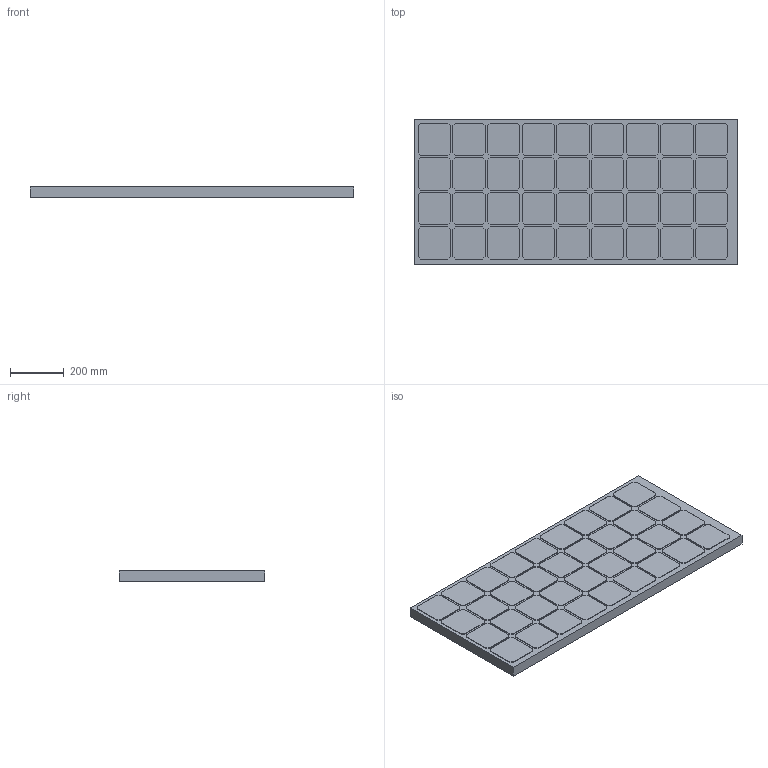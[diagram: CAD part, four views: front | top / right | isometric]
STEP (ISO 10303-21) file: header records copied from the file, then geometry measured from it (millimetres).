
FILE_DESCRIPTION (( 'STEP AP203' ), '1' );
FILE_NAME ('SOLARPANEL_REV_.step', '2025-08-17T04:47:48', ( '' ), ( '' ), 'SwSTEP 2.0', 'SolidWorks 2024', '' );
FILE_SCHEMA (( 'CONFIG_CONTROL_DESIGN' ));
Length unit declared in the file: millimetre
Products named in the file (1): SOLARPANEL_REV_
Bounding box: 1200 x 540 x 42 mm (x, y, z)
Volume: 26951058 mm3; surface area: 1468216.9 mm2
Topology: 1 solids, 1 shells, 330 faces, 876 edges, 584 vertices
Faces by surface type: plane 330
Entity records: 10097 total; most frequent: CARTESIAN_POINT 1791, ORIENTED_EDGE 1752, DIRECTION 1538, EDGE_CURVE 876, LINE 876, VECTOR 876, VERTEX_POINT 584, EDGE_LOOP 366
